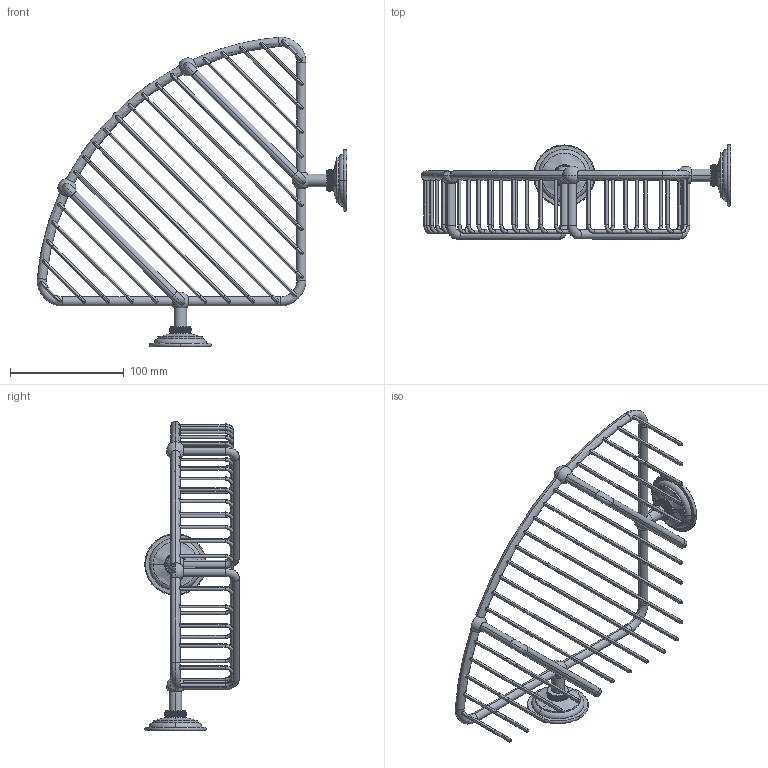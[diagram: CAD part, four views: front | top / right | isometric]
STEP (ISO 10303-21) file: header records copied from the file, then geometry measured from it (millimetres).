
FILE_DESCRIPTION((''),'2;1');
FILE_NAME('26554','2021-12-17T16:29:29',('jinson.thomas'),(''),'CREO PARAMETRIC BY PTC INC, 2018400','CREO PARAMETRIC BY PTC INC, 2018400','');
FILE_SCHEMA(('CONFIG_CONTROL_DESIGN'));
Length unit declared in the file: inch
Products named in the file (1): 26554
Bounding box: 271.61 x 82.99 x 271.61 mm (x, y, z)
Volume: 133337.6 mm3; surface area: 83392.4 mm2
Topology: 1 solids, 1 shells, 752 faces, 1402 edges, 642 vertices
Faces by surface type: plane 326, bspline 164, cylinder 150, torus 104, sphere 8
Entity records: 23344 total; most frequent: CARTESIAN_POINT 9746, DIRECTION 2838, ORIENTED_EDGE 2780, EDGE_CURVE 1390, AXIS2_PLACEMENT_3D 1264, EDGE_LOOP 798, FACE_OUTER_BOUND 752, ADVANCED_FACE 752
